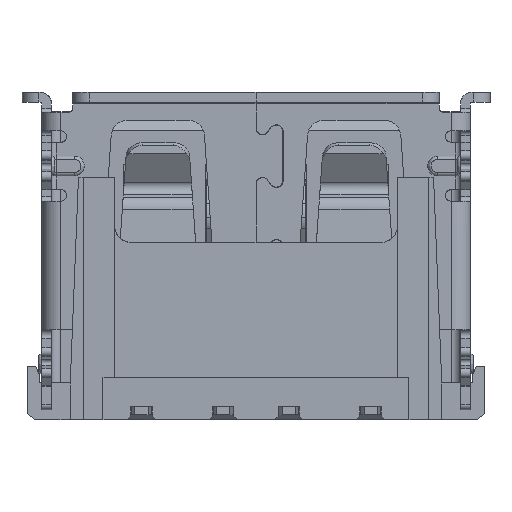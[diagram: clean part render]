
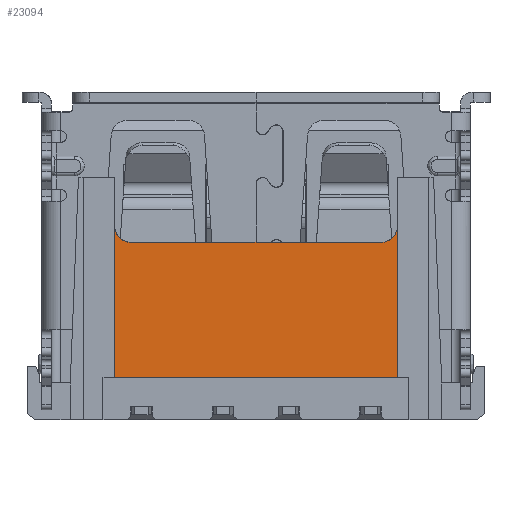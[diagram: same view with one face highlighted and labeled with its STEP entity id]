
A CAD part, front view. The second image highlights one B-rep face of the part: STEP entity #23094.
In plain terms, the highlighted planar face has unit normal (0, -1, 0).
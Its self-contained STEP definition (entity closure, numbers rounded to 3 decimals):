
#127 = CARTESIAN_POINT ( 'NONE',  ( -4.325, -2.905, 1.17 ) ) ;
#448 = EDGE_CURVE ( 'NONE', #16220, #31910, #9438, .T. ) ;
#907 = PLANE ( 'NONE',  #28819 ) ;
#1527 = VECTOR ( 'NONE', #26042, 1000. ) ;
#2308 = CARTESIAN_POINT ( 'NONE',  ( 3.825, -2.905, 1.17 ) ) ;
#3069 = ORIENTED_EDGE ( 'NONE', *, *, #448, .F. ) ;
#3164 = ORIENTED_EDGE ( 'NONE', *, *, #12384, .T. ) ;
#3604 = CIRCLE ( 'NONE', #4706, 0.5 ) ;
#4706 = AXIS2_PLACEMENT_3D ( 'NONE', #2308, #12696, #23101 ) ;
#4869 = CARTESIAN_POINT ( 'NONE',  ( -4.325, -2.905, -4.75 ) ) ;
#5590 = CARTESIAN_POINT ( 'NONE',  ( -3.825, -2.905, 0.67 ) ) ;
#6037 = CARTESIAN_POINT ( 'NONE',  ( 4.325, -2.905, -3.45 ) ) ;
#6618 = VERTEX_POINT ( 'NONE', #127 ) ;
#6994 = LINE ( 'NONE', #24386, #29523 ) ;
#7070 = ORIENTED_EDGE ( 'NONE', *, *, #17121, .T. ) ;
#7960 = VERTEX_POINT ( 'NONE', #30411 ) ;
#8040 = VERTEX_POINT ( 'NONE', #23257 ) ;
#9438 = LINE ( 'NONE', #17460, #22274 ) ;
#10517 = LINE ( 'NONE', #33359, #1527 ) ;
#10671 = CARTESIAN_POINT ( 'NONE',  ( -3.825, -2.905, 1.17 ) ) ;
#11076 = ORIENTED_EDGE ( 'NONE', *, *, #31307, .T. ) ;
#11273 = DIRECTION ( 'NONE',  ( 0., -1., 0. ) ) ;
#11356 = DIRECTION ( 'NONE',  ( 0., 1., 0. ) ) ;
#12384 = EDGE_CURVE ( 'NONE', #30876, #7960, #10517, .T. ) ;
#12696 = DIRECTION ( 'NONE',  ( 0., 1., 0. ) ) ;
#12722 = ORIENTED_EDGE ( 'NONE', *, *, #17151, .T. ) ;
#13008 = AXIS2_PLACEMENT_3D ( 'NONE', #10671, #11356, #21080 ) ;
#13233 = CARTESIAN_POINT ( 'NONE',  ( 3.825, -2.905, 0.67 ) ) ;
#13835 = FACE_OUTER_BOUND ( 'NONE', #22307, .T. ) ;
#14151 = EDGE_CURVE ( 'NONE', #16220, #6618, #29808, .T. ) ;
#14166 = CARTESIAN_POINT ( 'NONE',  ( 0., -2.905, 0. ) ) ;
#16220 = VERTEX_POINT ( 'NONE', #5590 ) ;
#17121 = EDGE_CURVE ( 'NONE', #6618, #8040, #20207, .T. ) ;
#17151 = EDGE_CURVE ( 'NONE', #7960, #31910, #3604, .T. ) ;
#17460 = CARTESIAN_POINT ( 'NONE',  ( 0., -2.905, 0.67 ) ) ;
#20040 = DIRECTION ( 'NONE',  ( 0., 0., -1. ) ) ;
#20207 = LINE ( 'NONE', #4869, #32964 ) ;
#21080 = DIRECTION ( 'NONE',  ( 1., 0., 0. ) ) ;
#21686 = DIRECTION ( 'NONE',  ( -1., 0., 0. ) ) ;
#22274 = VECTOR ( 'NONE', #32776, 1000. ) ;
#22307 = EDGE_LOOP ( 'NONE', ( #11076, #3164, #12722, #3069, #30235, #7070 ) ) ;
#23094 = ADVANCED_FACE ( 'NONE', ( #13835 ), #907, .T. ) ;
#23101 = DIRECTION ( 'NONE',  ( -1., 0., 0. ) ) ;
#23257 = CARTESIAN_POINT ( 'NONE',  ( -4.325, -2.905, -3.45 ) ) ;
#24386 = CARTESIAN_POINT ( 'NONE',  ( 0., -2.905, -3.45 ) ) ;
#26042 = DIRECTION ( 'NONE',  ( 0., 0., 1. ) ) ;
#27620 = DIRECTION ( 'NONE',  ( 1., 0., 0. ) ) ;
#28819 = AXIS2_PLACEMENT_3D ( 'NONE', #14166, #11273, #21686 ) ;
#29523 = VECTOR ( 'NONE', #27620, 1000. ) ;
#29808 = CIRCLE ( 'NONE', #13008, 0.5 ) ;
#30235 = ORIENTED_EDGE ( 'NONE', *, *, #14151, .T. ) ;
#30411 = CARTESIAN_POINT ( 'NONE',  ( 4.325, -2.905, 1.17 ) ) ;
#30876 = VERTEX_POINT ( 'NONE', #6037 ) ;
#31307 = EDGE_CURVE ( 'NONE', #8040, #30876, #6994, .T. ) ;
#31910 = VERTEX_POINT ( 'NONE', #13233 ) ;
#32776 = DIRECTION ( 'NONE',  ( 1., 0., 0. ) ) ;
#32964 = VECTOR ( 'NONE', #20040, 1000. ) ;
#33359 = CARTESIAN_POINT ( 'NONE',  ( 4.325, -2.905, -4.75 ) ) ;
